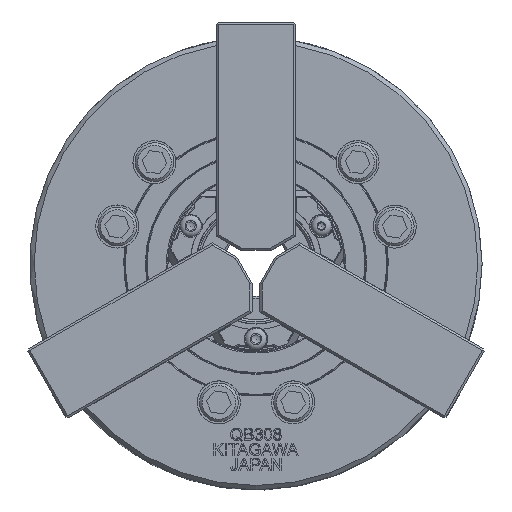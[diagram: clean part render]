
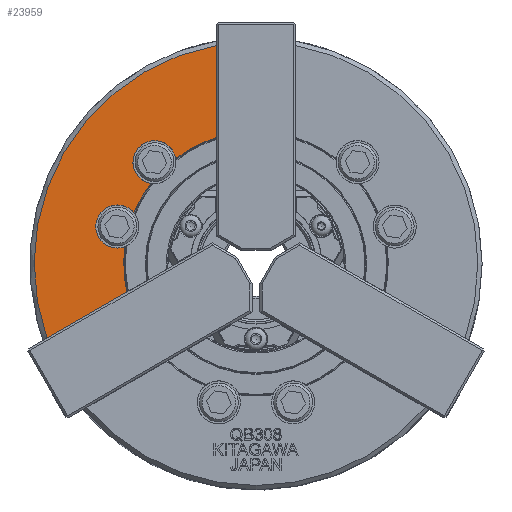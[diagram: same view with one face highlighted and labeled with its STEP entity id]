
A CAD part, top view. The second image highlights one B-rep face of the part: STEP entity #23959.
In plain terms, the highlighted planar face has unit normal (0, 0, 1).
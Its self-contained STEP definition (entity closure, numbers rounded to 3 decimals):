
#1373=CIRCLE('',#25491,103.);
#1432=CIRCLE('',#25580,10.);
#1436=CIRCLE('',#25587,10.);
#1469=CIRCLE('',#25648,61.4);
#1486=CIRCLE('',#25677,61.4);
#1487=CIRCLE('',#25678,61.4);
#3886=ORIENTED_EDGE('',*,*,#10276,.T.);
#3887=ORIENTED_EDGE('',*,*,#10078,.T.);
#3888=ORIENTED_EDGE('',*,*,#10277,.F.);
#3889=ORIENTED_EDGE('',*,*,#10278,.T.);
#3890=ORIENTED_EDGE('',*,*,#10144,.T.);
#3891=ORIENTED_EDGE('',*,*,#10259,.T.);
#3892=ORIENTED_EDGE('',*,*,#10151,.T.);
#3893=ORIENTED_EDGE('',*,*,#10279,.T.);
#10078=EDGE_CURVE('',#13385,#13384,#1373,.T.);
#10144=EDGE_CURVE('',#13432,#13431,#1432,.T.);
#10151=EDGE_CURVE('',#13439,#13437,#1436,.T.);
#10259=EDGE_CURVE('',#13431,#13439,#1469,.T.);
#10276=EDGE_CURVE('',#13499,#13385,#15728,.T.);
#10277=EDGE_CURVE('',#13500,#13384,#15729,.T.);
#10278=EDGE_CURVE('',#13500,#13432,#1486,.T.);
#10279=EDGE_CURVE('',#13437,#13499,#1487,.T.);
#13384=VERTEX_POINT('',#37770);
#13385=VERTEX_POINT('',#37772);
#13431=VERTEX_POINT('',#37934);
#13432=VERTEX_POINT('',#37936);
#13437=VERTEX_POINT('',#37959);
#13439=VERTEX_POINT('',#37962);
#13499=VERTEX_POINT('',#38244);
#13500=VERTEX_POINT('',#38246);
#15728=LINE('',#38243,#17874);
#15729=LINE('',#38245,#17875);
#17874=VECTOR('',#29225,1000.);
#17875=VECTOR('',#29226,1000.);
#19761=EDGE_LOOP('',(#3886,#3887,#3888,#3889,#3890,#3891,#3892,#3893));
#21465=FACE_BOUND('',#19761,.T.);
#22963=PLANE('',#25676);
#23959=ADVANCED_FACE('',(#21465),#22963,.F.);
#25491=AXIS2_PLACEMENT_3D('',#37771,#28797,#28798);
#25580=AXIS2_PLACEMENT_3D('',#37935,#28975,#28976);
#25587=AXIS2_PLACEMENT_3D('',#37961,#28989,#28990);
#25648=AXIS2_PLACEMENT_3D('',#38205,#29167,#29168);
#25676=AXIS2_PLACEMENT_3D('',#38242,#29223,#29224);
#25677=AXIS2_PLACEMENT_3D('',#38247,#29227,#29228);
#25678=AXIS2_PLACEMENT_3D('',#38248,#29229,#29230);
#28797=DIRECTION('',(0.,0.,1.));
#28798=DIRECTION('',(-1.,0.,0.));
#28975=DIRECTION('',(0.,0.,-1.));
#28976=DIRECTION('',(0.5,0.866,0.));
#28989=DIRECTION('',(0.,0.,-1.));
#28990=DIRECTION('',(0.5,0.866,0.));
#29167=DIRECTION('',(0.,0.,-1.));
#29168=DIRECTION('',(-1.,0.,0.));
#29223=DIRECTION('',(0.,0.,-1.));
#29224=DIRECTION('',(-1.,0.,0.));
#29225=DIRECTION('',(0.,1.,0.));
#29226=DIRECTION('',(-0.866,-0.5,0.));
#29227=DIRECTION('',(0.,0.,-1.));
#29228=DIRECTION('',(-1.,0.,0.));
#29229=DIRECTION('',(0.,0.,-1.));
#29230=DIRECTION('',(-1.,0.,0.));
#37770=CARTESIAN_POINT('',(-97.,-34.641,0.));
#37771=CARTESIAN_POINT('',(0.,0.,0.));
#37772=CARTESIAN_POINT('',(-18.5,101.325,0.));
#37934=CARTESIAN_POINT('',(-56.68,23.609,0.));
#37935=CARTESIAN_POINT('',(-64.403,17.257,0.));
#37936=CARTESIAN_POINT('',(-60.89,7.894,0.));
#37959=CARTESIAN_POINT('',(-37.282,48.786,0.));
#37961=CARTESIAN_POINT('',(-47.146,47.146,0.));
#37962=CARTESIAN_POINT('',(-48.786,37.282,0.));
#38205=CARTESIAN_POINT('',(0.,0.,0.));
#38242=CARTESIAN_POINT('',(41.,0.,0.));
#38243=CARTESIAN_POINT('',(-18.5,14.,0.));
#38244=CARTESIAN_POINT('',(-18.5,58.547,0.));
#38245=CARTESIAN_POINT('',(-21.374,9.021,0.));
#38246=CARTESIAN_POINT('',(-59.953,-13.252,0.));
#38247=CARTESIAN_POINT('',(0.,0.,0.));
#38248=CARTESIAN_POINT('',(0.,0.,0.));
